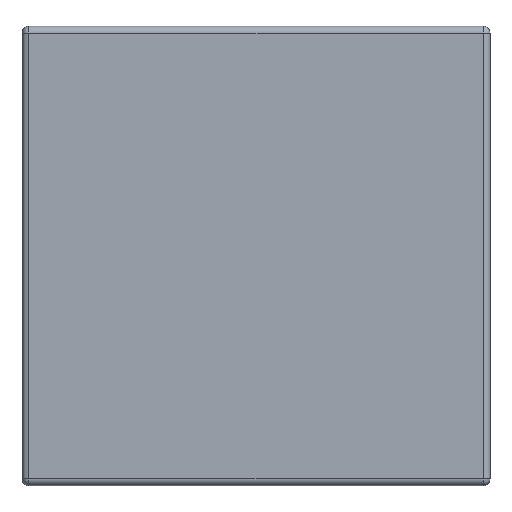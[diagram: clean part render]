
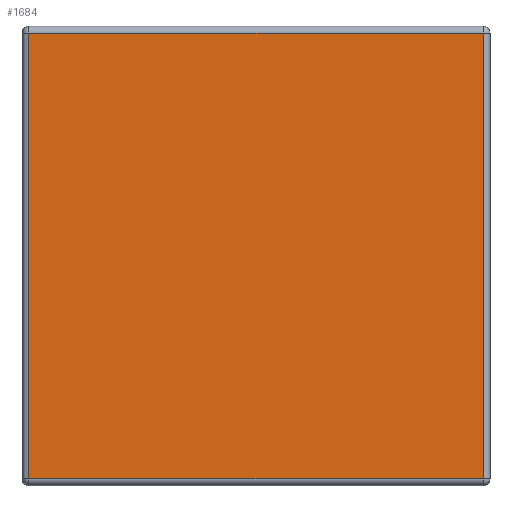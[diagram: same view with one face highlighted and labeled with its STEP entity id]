
A CAD part, front view. The second image highlights one B-rep face of the part: STEP entity #1684.
In plain terms, the highlighted planar face has unit normal (0, -1, 0).
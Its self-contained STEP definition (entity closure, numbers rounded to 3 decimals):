
#21=PLANE('',#1827);
#118=LINE('',#2377,#334);
#122=LINE('',#2404,#338);
#124=LINE('',#2407,#340);
#140=LINE('',#2452,#356);
#334=VECTOR('',#1923,10.);
#338=VECTOR('',#1955,10.);
#340=VECTOR('',#1959,10.);
#356=VECTOR('',#2015,10.);
#582=FACE_OUTER_BOUND('',#679,.T.);
#679=EDGE_LOOP('',(#1255,#1256,#1257,#1258));
#783=VERTEX_POINT('',#2362);
#788=VERTEX_POINT('',#2372);
#791=VERTEX_POINT('',#2382);
#797=VERTEX_POINT('',#2399);
#942=EDGE_CURVE('',#783,#788,#118,.T.);
#955=EDGE_CURVE('',#788,#797,#122,.T.);
#957=EDGE_CURVE('',#797,#791,#124,.T.);
#982=EDGE_CURVE('',#791,#783,#140,.T.);
#1255=ORIENTED_EDGE('',*,*,#942,.F.);
#1256=ORIENTED_EDGE('',*,*,#982,.F.);
#1257=ORIENTED_EDGE('',*,*,#957,.F.);
#1258=ORIENTED_EDGE('',*,*,#955,.F.);
#1684=ADVANCED_FACE('',(#582),#21,.F.);
#1827=AXIS2_PLACEMENT_3D('',#2462,#2022,#2023);
#1923=DIRECTION('',(1.,0.,0.));
#1955=DIRECTION('',(0.,0.,-1.));
#1959=DIRECTION('',(-1.,0.,0.));
#2015=DIRECTION('',(0.,0.,1.));
#2022=DIRECTION('center_axis',(0.,1.,0.));
#2023=DIRECTION('ref_axis',(0.,0.,1.));
#2362=CARTESIAN_POINT('',(-48.7,0.,47.8));
#2372=CARTESIAN_POINT('',(48.7,0.,47.8));
#2377=CARTESIAN_POINT('',(-25.1,0.,47.8));
#2382=CARTESIAN_POINT('',(-48.7,0.,-47.8));
#2399=CARTESIAN_POINT('',(48.7,0.,-47.8));
#2404=CARTESIAN_POINT('',(48.7,0.,24.65));
#2407=CARTESIAN_POINT('',(25.1,0.,-47.8));
#2452=CARTESIAN_POINT('',(-48.7,0.,-24.65));
#2462=CARTESIAN_POINT('Origin',(0.,0.,0.));
